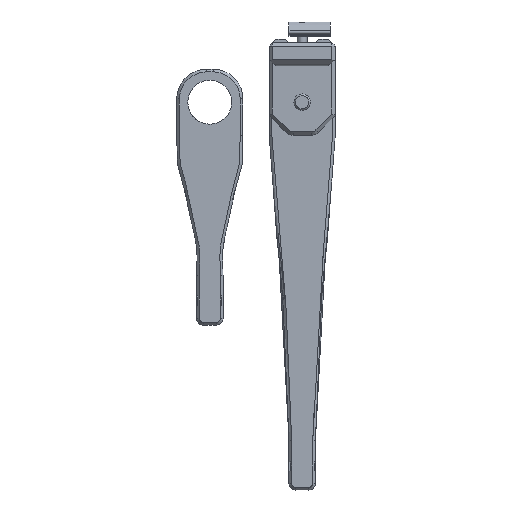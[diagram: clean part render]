
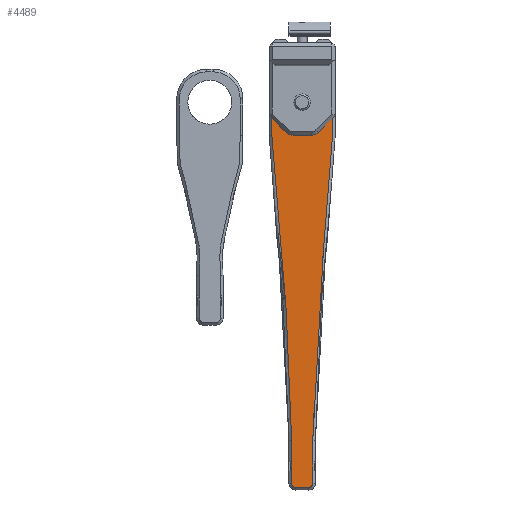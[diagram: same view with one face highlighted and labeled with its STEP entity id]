
A CAD part, top view. The second image highlights one B-rep face of the part: STEP entity #4489.
In plain terms, the highlighted face is planar.
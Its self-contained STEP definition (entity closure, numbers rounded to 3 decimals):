
#142=FACE_BOUND('',#814,.T.);
#169=PLANE('',#4852);
#313=CIRCLE('',#4851,6.65);
#314=CIRCLE('',#4853,8.2);
#315=CIRCLE('',#4854,8.2);
#316=CIRCLE('',#4855,1.2);
#317=CIRCLE('',#4856,1.2);
#537=FACE_OUTER_BOUND('',#813,.T.);
#813=EDGE_LOOP('',(#3146,#3147,#3148,#3149,#3150,#3151,#3152,#3153,#3154,
#3155,#3156,#3157));
#814=EDGE_LOOP('',(#3158));
#1122=LINE('',#7311,#1518);
#1123=LINE('',#7315,#1519);
#1124=LINE('',#7318,#1520);
#1125=LINE('',#7320,#1521);
#1126=LINE('',#7324,#1522);
#1127=LINE('',#7327,#1523);
#1518=VECTOR('',#5307,10.);
#1519=VECTOR('',#5310,10.);
#1520=VECTOR('',#5313,10.);
#1521=VECTOR('',#5314,10.);
#1522=VECTOR('',#5317,10.);
#1523=VECTOR('',#5320,10.);
#1906=B_SPLINE_CURVE_WITH_KNOTS('',3,(#6914,#6915,#6916,#6917,#6918,#6919,
#6920,#6921,#6922,#6923,#6924,#6925,#6926,#6927,#6928,#6929,#6930,#6931,
#6932,#6933),.UNSPECIFIED.,.F.,.F.,(4,1,1,1,1,1,1,1,1,1,1,1,1,1,1,1,1,4),
(0.,0.036,0.071,0.143,
0.19,0.238,0.286,0.333,0.381,
0.429,0.5,0.571,0.643,
0.714,0.786,0.857,0.929,
1.),.UNSPECIFIED.);
#1913=B_SPLINE_CURVE_WITH_KNOTS('',3,(#7090,#7091,#7092,#7093,#7094,#7095,
#7096,#7097,#7098,#7099,#7100,#7101,#7102,#7103,#7104,#7105,#7106,#7107,
#7108,#7109,#7110,#7111),.UNSPECIFIED.,.F.,.F.,(4,1,1,1,1,1,1,1,1,1,1,1,
1,1,1,1,1,1,1,4),(-1.,-0.929,-0.857,-0.81,
-0.762,-0.714,-0.667,-0.619,
-0.571,-0.5,-0.429,-0.357,
-0.321,-0.286,-0.238,-0.19,
-0.143,-0.071,-0.036,0.),
 .UNSPECIFIED.);
#2014=VERTEX_POINT('',#6911);
#2015=VERTEX_POINT('',#6913);
#2024=VERTEX_POINT('',#7087);
#2025=VERTEX_POINT('',#7089);
#2035=VERTEX_POINT('',#7306);
#2036=VERTEX_POINT('',#7310);
#2037=VERTEX_POINT('',#7312);
#2038=VERTEX_POINT('',#7314);
#2039=VERTEX_POINT('',#7316);
#2040=VERTEX_POINT('',#7319);
#2041=VERTEX_POINT('',#7321);
#2042=VERTEX_POINT('',#7323);
#2043=VERTEX_POINT('',#7325);
#2430=EDGE_CURVE('',#2014,#2015,#1906,.T.);
#2441=EDGE_CURVE('',#2024,#2025,#1913,.T.);
#2457=EDGE_CURVE('',#2035,#2035,#313,.T.);
#2458=EDGE_CURVE('',#2036,#2024,#1122,.T.);
#2459=EDGE_CURVE('',#2037,#2036,#314,.T.);
#2460=EDGE_CURVE('',#2038,#2037,#1123,.T.);
#2461=EDGE_CURVE('',#2039,#2038,#315,.T.);
#2462=EDGE_CURVE('',#2015,#2039,#1124,.T.);
#2463=EDGE_CURVE('',#2040,#2014,#1125,.T.);
#2464=EDGE_CURVE('',#2041,#2040,#316,.T.);
#2465=EDGE_CURVE('',#2042,#2041,#1126,.T.);
#2466=EDGE_CURVE('',#2043,#2042,#317,.T.);
#2467=EDGE_CURVE('',#2025,#2043,#1127,.T.);
#3146=ORIENTED_EDGE('',*,*,#2441,.F.);
#3147=ORIENTED_EDGE('',*,*,#2458,.F.);
#3148=ORIENTED_EDGE('',*,*,#2459,.F.);
#3149=ORIENTED_EDGE('',*,*,#2460,.F.);
#3150=ORIENTED_EDGE('',*,*,#2461,.F.);
#3151=ORIENTED_EDGE('',*,*,#2462,.F.);
#3152=ORIENTED_EDGE('',*,*,#2430,.F.);
#3153=ORIENTED_EDGE('',*,*,#2463,.F.);
#3154=ORIENTED_EDGE('',*,*,#2464,.F.);
#3155=ORIENTED_EDGE('',*,*,#2465,.F.);
#3156=ORIENTED_EDGE('',*,*,#2466,.F.);
#3157=ORIENTED_EDGE('',*,*,#2467,.F.);
#3158=ORIENTED_EDGE('',*,*,#2457,.T.);
#4489=ADVANCED_FACE('',(#537,#142),#169,.F.);
#4851=AXIS2_PLACEMENT_3D('',#7308,#5303,#5304);
#4852=AXIS2_PLACEMENT_3D('',#7309,#5305,#5306);
#4853=AXIS2_PLACEMENT_3D('',#7313,#5308,#5309);
#4854=AXIS2_PLACEMENT_3D('',#7317,#5311,#5312);
#4855=AXIS2_PLACEMENT_3D('',#7322,#5315,#5316);
#4856=AXIS2_PLACEMENT_3D('',#7326,#5318,#5319);
#5303=DIRECTION('center_axis',(0.,0.,
1.));
#5304=DIRECTION('ref_axis',(-1.,0.,0.));
#5305=DIRECTION('center_axis',(0.,0.,
1.));
#5306=DIRECTION('ref_axis',(-1.,0.,0.));
#5307=DIRECTION('',(0.,-1.,0.));
#5308=DIRECTION('center_axis',(0.,0.,
1.));
#5309=DIRECTION('ref_axis',(-0.707,0.707,0.));
#5310=DIRECTION('',(-1.,0.,0.));
#5311=DIRECTION('center_axis',(0.,0.,
1.));
#5312=DIRECTION('ref_axis',(0.707,0.707,0.));
#5313=DIRECTION('',(0.,1.,0.));
#5314=DIRECTION('',(0.,1.,0.));
#5315=DIRECTION('center_axis',(0.,0.,
1.));
#5316=DIRECTION('ref_axis',(0.707,-0.707,0.));
#5317=DIRECTION('',(1.,0.,0.));
#5318=DIRECTION('center_axis',(0.,0.,
1.));
#5319=DIRECTION('ref_axis',(-0.707,-0.707,0.));
#5320=DIRECTION('',(0.,-1.,0.));
#6911=CARTESIAN_POINT('',(-169.862,259.501,0.037));
#6913=CARTESIAN_POINT('',(-163.862,352.,0.037));
#6914=CARTESIAN_POINT('Ctrl Pts',(-169.862,259.501,0.037));
#6915=CARTESIAN_POINT('Ctrl Pts',(-169.857,260.969,0.037));
#6916=CARTESIAN_POINT('Ctrl Pts',(-169.84,263.557,0.037));
#6917=CARTESIAN_POINT('Ctrl Pts',(-169.774,267.533,0.037));
#6918=CARTESIAN_POINT('Ctrl Pts',(-169.648,270.671,0.037));
#6919=CARTESIAN_POINT('Ctrl Pts',(-169.429,275.158,0.037));
#6920=CARTESIAN_POINT('Ctrl Pts',(-169.174,280.65,0.037));
#6921=CARTESIAN_POINT('Ctrl Pts',(-168.841,287.933,0.037));
#6922=CARTESIAN_POINT('Ctrl Pts',(-168.424,295.87,0.037));
#6923=CARTESIAN_POINT('Ctrl Pts',(-167.935,303.343,0.037));
#6924=CARTESIAN_POINT('Ctrl Pts',(-167.317,310.91,0.037));
#6925=CARTESIAN_POINT('Ctrl Pts',(-166.613,317.51,0.037));
#6926=CARTESIAN_POINT('Ctrl Pts',(-165.96,322.586,0.037));
#6927=CARTESIAN_POINT('Ctrl Pts',(-165.517,326.525,0.037));
#6928=CARTESIAN_POINT('Ctrl Pts',(-165.201,330.751,0.037));
#6929=CARTESIAN_POINT('Ctrl Pts',(-164.857,336.245,0.037));
#6930=CARTESIAN_POINT('Ctrl Pts',(-164.407,342.894,0.037));
#6931=CARTESIAN_POINT('Ctrl Pts',(-163.981,349.058,0.037));
#6932=CARTESIAN_POINT('Ctrl Pts',(-163.862,351.458,0.037));
#6933=CARTESIAN_POINT('Ctrl Pts',(-163.862,352.,0.037));
#7087=CARTESIAN_POINT('',(-182.262,352.,0.037));
#7089=CARTESIAN_POINT('',(-176.262,259.501,0.037));
#7090=CARTESIAN_POINT('Ctrl Pts',(-182.262,352.,0.037));
#7091=CARTESIAN_POINT('Ctrl Pts',(-182.262,351.458,0.037));
#7092=CARTESIAN_POINT('Ctrl Pts',(-182.144,349.056,0.037));
#7093=CARTESIAN_POINT('Ctrl Pts',(-181.766,343.582,0.037));
#7094=CARTESIAN_POINT('Ctrl Pts',(-181.418,338.462,0.037));
#7095=CARTESIAN_POINT('Ctrl Pts',(-181.152,334.383,0.037));
#7096=CARTESIAN_POINT('Ctrl Pts',(-180.927,330.875,0.037));
#7097=CARTESIAN_POINT('Ctrl Pts',(-180.713,327.906,0.037));
#7098=CARTESIAN_POINT('Ctrl Pts',(-180.465,325.232,0.037));
#7099=CARTESIAN_POINT('Ctrl Pts',(-180.092,322.025,0.037));
#7100=CARTESIAN_POINT('Ctrl Pts',(-179.512,317.505,0.037));
#7101=CARTESIAN_POINT('Ctrl Pts',(-178.719,310.092,0.037));
#7102=CARTESIAN_POINT('Ctrl Pts',(-178.058,301.574,0.037));
#7103=CARTESIAN_POINT('Ctrl Pts',(-177.595,293.878,0.037));
#7104=CARTESIAN_POINT('Ctrl Pts',(-177.256,287.32,0.037));
#7105=CARTESIAN_POINT('Ctrl Pts',(-176.951,280.651,0.037));
#7106=CARTESIAN_POINT('Ctrl Pts',(-176.696,275.157,0.037));
#7107=CARTESIAN_POINT('Ctrl Pts',(-176.477,270.671,0.037));
#7108=CARTESIAN_POINT('Ctrl Pts',(-176.35,267.532,0.037));
#7109=CARTESIAN_POINT('Ctrl Pts',(-176.285,263.558,0.037));
#7110=CARTESIAN_POINT('Ctrl Pts',(-176.267,260.969,0.037));
#7111=CARTESIAN_POINT('Ctrl Pts',(-176.262,259.501,0.037));
#7306=CARTESIAN_POINT('',(-166.412,362.,0.037));
#7308=CARTESIAN_POINT('Origin',(-173.062,362.,0.037));
#7309=CARTESIAN_POINT('Origin',(-173.062,308.25,0.037));
#7310=CARTESIAN_POINT('',(-182.262,363.,0.037));
#7311=CARTESIAN_POINT('',(-182.262,340.125,0.037));
#7312=CARTESIAN_POINT('',(-174.062,371.2,0.037));
#7313=CARTESIAN_POINT('Origin',(-174.062,363.,0.037));
#7314=CARTESIAN_POINT('',(-172.062,371.2,0.037));
#7315=CARTESIAN_POINT('',(-168.062,371.2,0.037));
#7316=CARTESIAN_POINT('',(-163.862,363.,0.037));
#7317=CARTESIAN_POINT('Origin',(-172.062,363.,0.037));
#7318=CARTESIAN_POINT('',(-163.862,330.125,0.037));
#7319=CARTESIAN_POINT('',(-169.862,246.5,0.037));
#7320=CARTESIAN_POINT('',(-169.862,276.375,0.037));
#7321=CARTESIAN_POINT('',(-171.062,245.3,0.037));
#7322=CARTESIAN_POINT('Origin',(-171.062,246.5,0.037));
#7323=CARTESIAN_POINT('',(-175.062,245.3,0.037));
#7324=CARTESIAN_POINT('',(-175.062,245.3,0.037));
#7325=CARTESIAN_POINT('',(-176.262,246.5,0.037));
#7326=CARTESIAN_POINT('Origin',(-175.062,246.5,0.037));
#7327=CARTESIAN_POINT('',(-176.262,283.875,0.037));
